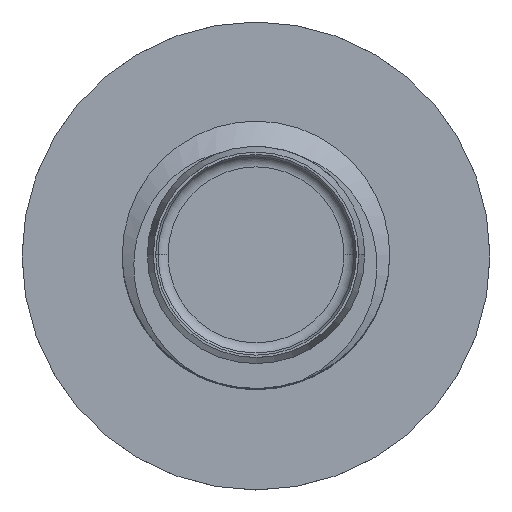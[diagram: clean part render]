
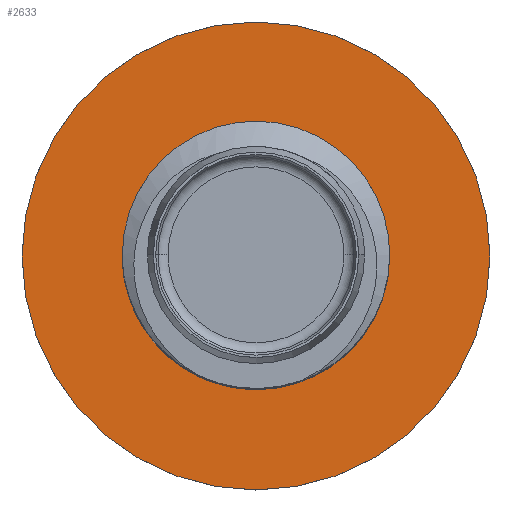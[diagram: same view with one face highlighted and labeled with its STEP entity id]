
A CAD part, top view. The second image highlights one B-rep face of the part: STEP entity #2633.
In plain terms, the highlighted planar face has unit normal (0, 0, 1).
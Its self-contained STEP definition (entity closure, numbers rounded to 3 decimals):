
#29 = EDGE_CURVE ( 'NONE', #1241, #3262, #6113, .T. ) ;
#40 = DIRECTION ( 'NONE',  ( -1., 0., 0. ) ) ;
#168 = EDGE_CURVE ( 'NONE', #4957, #2518, #2879, .T. ) ;
#377 = AXIS2_PLACEMENT_3D ( 'NONE', #4094, #2942, #1441 ) ;
#475 = DIRECTION ( 'NONE',  ( 1., 0., 0. ) ) ;
#519 = DIRECTION ( 'NONE',  ( 0., 0., 1. ) ) ;
#1100 = AXIS2_PLACEMENT_3D ( 'NONE', #6775, #6225, #475 ) ;
#1134 = AXIS2_PLACEMENT_3D ( 'NONE', #6857, #3232, #40 ) ;
#1241 = VERTEX_POINT ( 'NONE', #3551 ) ;
#1386 = PLANE ( 'NONE',  #6721 ) ;
#1441 = DIRECTION ( 'NONE',  ( -1., 0., 0. ) ) ;
#1710 = CARTESIAN_POINT ( 'NONE',  ( -10.499, 0., -30. ) ) ;
#2135 = DIRECTION ( 'NONE',  ( 1., 0., 0. ) ) ;
#2162 = ORIENTED_EDGE ( 'NONE', *, *, #29, .T. ) ;
#2330 = ORIENTED_EDGE ( 'NONE', *, *, #168, .F. ) ;
#2518 = VERTEX_POINT ( 'NONE', #4958 ) ;
#2633 = ADVANCED_FACE ( 'NONE', ( #4195, #4705 ), #1386, .F. ) ;
#2760 = EDGE_LOOP ( 'NONE', ( #2330, #4949 ) ) ;
#2879 = CIRCLE ( 'NONE', #1100, 6. ) ;
#2942 = DIRECTION ( 'NONE',  ( 0., 0., 1. ) ) ;
#3046 = DIRECTION ( 'NONE',  ( -1., 0., 0. ) ) ;
#3071 = CIRCLE ( 'NONE', #1134, 10.499 ) ;
#3232 = DIRECTION ( 'NONE',  ( 0., 0., 1. ) ) ;
#3262 = VERTEX_POINT ( 'NONE', #1710 ) ;
#3391 = CARTESIAN_POINT ( 'NONE',  ( 6., 0., -30. ) ) ;
#3551 = CARTESIAN_POINT ( 'NONE',  ( 10.499, 0., -30. ) ) ;
#3609 = DIRECTION ( 'NONE',  ( 0., 0., -1. ) ) ;
#3672 = CIRCLE ( 'NONE', #4846, 6. ) ;
#4094 = CARTESIAN_POINT ( 'NONE',  ( 0., 0., -30. ) ) ;
#4195 = FACE_OUTER_BOUND ( 'NONE', #4503, .T. ) ;
#4503 = EDGE_LOOP ( 'NONE', ( #4795, #2162 ) ) ;
#4667 = EDGE_CURVE ( 'NONE', #2518, #4957, #3672, .T. ) ;
#4705 = FACE_BOUND ( 'NONE', #2760, .T. ) ;
#4795 = ORIENTED_EDGE ( 'NONE', *, *, #6419, .T. ) ;
#4846 = AXIS2_PLACEMENT_3D ( 'NONE', #5802, #519, #2135 ) ;
#4949 = ORIENTED_EDGE ( 'NONE', *, *, #4667, .F. ) ;
#4957 = VERTEX_POINT ( 'NONE', #3391 ) ;
#4958 = CARTESIAN_POINT ( 'NONE',  ( -6., 0., -30. ) ) ;
#5802 = CARTESIAN_POINT ( 'NONE',  ( 0., 0., -30. ) ) ;
#6113 = CIRCLE ( 'NONE', #377, 10.499 ) ;
#6225 = DIRECTION ( 'NONE',  ( 0., 0., 1. ) ) ;
#6419 = EDGE_CURVE ( 'NONE', #3262, #1241, #3071, .T. ) ;
#6708 = CARTESIAN_POINT ( 'NONE',  ( 0., 0., -30. ) ) ;
#6721 = AXIS2_PLACEMENT_3D ( 'NONE', #6708, #3609, #3046 ) ;
#6775 = CARTESIAN_POINT ( 'NONE',  ( 0., 0., -30. ) ) ;
#6857 = CARTESIAN_POINT ( 'NONE',  ( 0., 0., -30. ) ) ;
